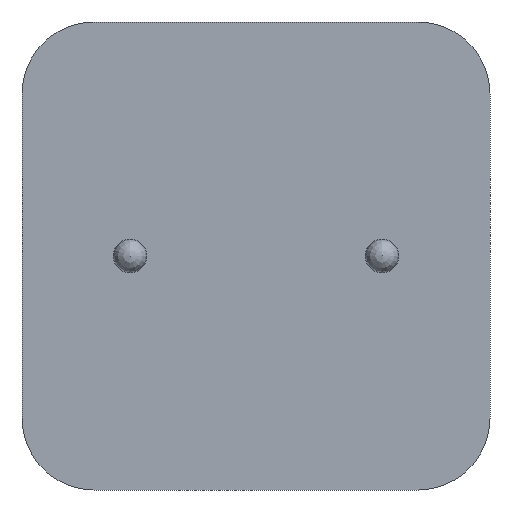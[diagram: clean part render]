
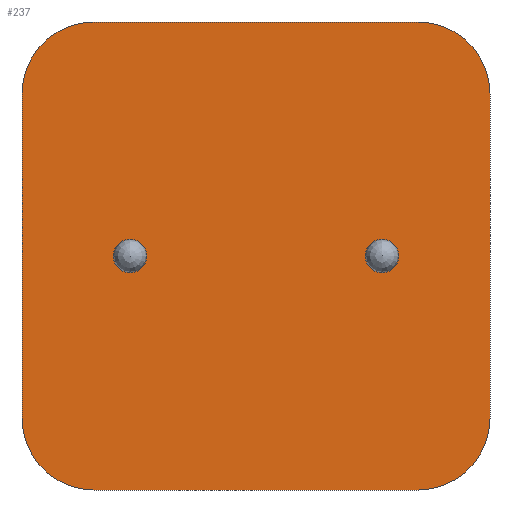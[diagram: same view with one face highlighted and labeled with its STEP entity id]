
A CAD part, front view. The second image highlights one B-rep face of the part: STEP entity #237.
In plain terms, the highlighted planar face has unit normal (0, -1, 0).
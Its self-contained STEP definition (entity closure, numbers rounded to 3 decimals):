
#15=LINE('',#483,#31);
#16=LINE('',#487,#32);
#17=LINE('',#491,#33);
#18=LINE('',#495,#34);
#31=VECTOR('',#313,10.);
#32=VECTOR('',#316,10.);
#33=VECTOR('',#319,10.);
#34=VECTOR('',#322,10.);
#47=PLANE('',#275);
#59=FACE_BOUND('',#82,.T.);
#60=FACE_BOUND('',#83,.T.);
#65=FACE_OUTER_BOUND('',#81,.T.);
#81=EDGE_LOOP('',(#177,#178,#179,#180,#181,#182,#183,#184));
#82=EDGE_LOOP('',(#185));
#83=EDGE_LOOP('',(#186));
#93=CIRCLE('',#268,0.232);
#96=CIRCLE('',#272,0.232);
#99=CIRCLE('',#276,1.);
#100=CIRCLE('',#277,1.);
#101=CIRCLE('',#278,1.);
#102=CIRCLE('',#279,1.);
#107=VERTEX_POINT('',#365);
#111=VERTEX_POINT('',#423);
#115=VERTEX_POINT('',#481);
#116=VERTEX_POINT('',#482);
#117=VERTEX_POINT('',#484);
#118=VERTEX_POINT('',#486);
#119=VERTEX_POINT('',#488);
#120=VERTEX_POINT('',#490);
#121=VERTEX_POINT('',#492);
#122=VERTEX_POINT('',#494);
#131=EDGE_CURVE('',#107,#107,#93,.T.);
#135=EDGE_CURVE('',#111,#111,#96,.T.);
#139=EDGE_CURVE('',#115,#116,#15,.T.);
#140=EDGE_CURVE('',#116,#117,#99,.T.);
#141=EDGE_CURVE('',#117,#118,#16,.T.);
#142=EDGE_CURVE('',#118,#119,#100,.T.);
#143=EDGE_CURVE('',#119,#120,#17,.T.);
#144=EDGE_CURVE('',#120,#121,#101,.T.);
#145=EDGE_CURVE('',#121,#122,#18,.T.);
#146=EDGE_CURVE('',#122,#115,#102,.T.);
#177=ORIENTED_EDGE('',*,*,#139,.T.);
#178=ORIENTED_EDGE('',*,*,#140,.T.);
#179=ORIENTED_EDGE('',*,*,#141,.T.);
#180=ORIENTED_EDGE('',*,*,#142,.T.);
#181=ORIENTED_EDGE('',*,*,#143,.T.);
#182=ORIENTED_EDGE('',*,*,#144,.T.);
#183=ORIENTED_EDGE('',*,*,#145,.T.);
#184=ORIENTED_EDGE('',*,*,#146,.T.);
#185=ORIENTED_EDGE('',*,*,#131,.T.);
#186=ORIENTED_EDGE('',*,*,#135,.T.);
#237=ADVANCED_FACE('',(#65,#59,#60),#47,.F.);
#268=AXIS2_PLACEMENT_3D('',#366,#297,#298);
#272=AXIS2_PLACEMENT_3D('',#424,#305,#306);
#275=AXIS2_PLACEMENT_3D('',#480,#311,#312);
#276=AXIS2_PLACEMENT_3D('',#485,#314,#315);
#277=AXIS2_PLACEMENT_3D('',#489,#317,#318);
#278=AXIS2_PLACEMENT_3D('',#493,#320,#321);
#279=AXIS2_PLACEMENT_3D('',#496,#323,#324);
#297=DIRECTION('center_axis',(0.,1.,0.));
#298=DIRECTION('ref_axis',(1.,0.,0.));
#305=DIRECTION('center_axis',(0.,1.,0.));
#306=DIRECTION('ref_axis',(1.,0.,0.));
#311=DIRECTION('center_axis',(0.,1.,0.));
#312=DIRECTION('ref_axis',(0.,0.,1.));
#313=DIRECTION('',(1.,0.,0.));
#314=DIRECTION('center_axis',(0.,-1.,0.));
#315=DIRECTION('ref_axis',(1.,0.,0.));
#316=DIRECTION('',(0.,0.,1.));
#317=DIRECTION('center_axis',(0.,-1.,0.));
#318=DIRECTION('ref_axis',(0.,0.,1.));
#319=DIRECTION('',(-1.,0.,0.));
#320=DIRECTION('center_axis',(0.,-1.,0.));
#321=DIRECTION('ref_axis',(-1.,0.,0.));
#322=DIRECTION('',(0.,0.,-1.));
#323=DIRECTION('center_axis',(0.,-1.,0.));
#324=DIRECTION('ref_axis',(0.,0.,-1.));
#365=CARTESIAN_POINT('',(1.982,-2.25,0.));
#366=CARTESIAN_POINT('Origin',(1.75,-2.25,0.));
#423=CARTESIAN_POINT('',(-1.518,-2.25,0.));
#424=CARTESIAN_POINT('Origin',(-1.75,-2.25,0.));
#480=CARTESIAN_POINT('Origin',(0.,-2.25,0.));
#481=CARTESIAN_POINT('',(-2.25,-2.25,-3.25));
#482=CARTESIAN_POINT('',(2.25,-2.25,-3.25));
#483=CARTESIAN_POINT('',(2.25,-2.25,-3.25));
#484=CARTESIAN_POINT('',(3.25,-2.25,-2.25));
#485=CARTESIAN_POINT('Origin',(2.25,-2.25,-2.25));
#486=CARTESIAN_POINT('',(3.25,-2.25,2.25));
#487=CARTESIAN_POINT('',(3.25,-2.25,2.25));
#488=CARTESIAN_POINT('',(2.25,-2.25,3.25));
#489=CARTESIAN_POINT('Origin',(2.25,-2.25,2.25));
#490=CARTESIAN_POINT('',(-2.25,-2.25,3.25));
#491=CARTESIAN_POINT('',(-2.25,-2.25,3.25));
#492=CARTESIAN_POINT('',(-3.25,-2.25,2.25));
#493=CARTESIAN_POINT('Origin',(-2.25,-2.25,2.25));
#494=CARTESIAN_POINT('',(-3.25,-2.25,-2.25));
#495=CARTESIAN_POINT('',(-3.25,-2.25,-2.25));
#496=CARTESIAN_POINT('Origin',(-2.25,-2.25,-2.25));
